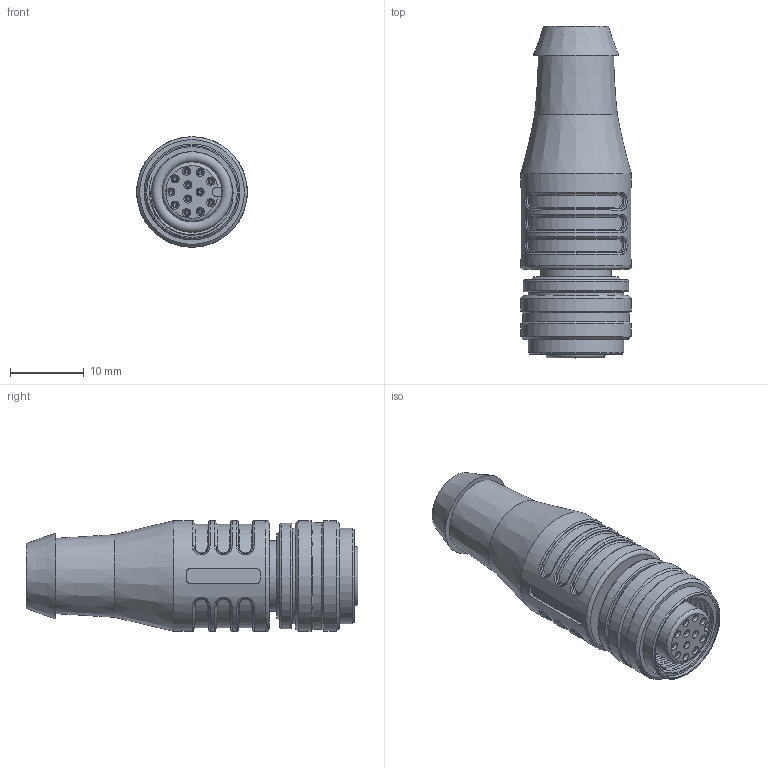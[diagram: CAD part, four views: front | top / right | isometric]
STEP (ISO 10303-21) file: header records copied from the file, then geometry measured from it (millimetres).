
FILE_DESCRIPTION(/* description */ (''),/* implementation_level */ '2;1');
FILE_NAME(/* name */ 'VKA05C25.stp',/* time_stamp */ '2016-10-12T09:33:45+02:00',/* author */ ('mitarbeiter'),/* organization */ (''),/* preprocessor_version */ 'ST-DEVELOPER v15.2',/* originating_system */ 'Autodesk Inventor 2014',/* authorisation */ '');
FILE_SCHEMA (('AUTOMOTIVE_DESIGN { 1 0 10303 214 3 1 1 }'));
Length unit declared in the file: millimetre
Products named in the file (17): M12_12pol_Buchse_Stec; M12_12pol_Buchse_Loet; Mitte_M12_12pol_Buchs; Steckbuchse; Buchseneinsatz WAK12; BG Buchseneinsatz WAK; Crimphuelse_M12_D-kod; Schirmgehaeuse_M12_ax; O-Ring_7_D1_5_gedehnt; Schirmhuelse_M12-Wink; Rastring; Ueberwurfmutter_neues; BG_Ueberwurfmutter_AL; Migration_00100; AL_WAKS8_nur_Kopf; vk205c25_gehäuse; VKA05C25
Bounding box: 15 x 45 x 15 mm (x, y, z)
Volume: 6253.8 mm3; surface area: 7333.9 mm2
Topology: 45 solids, 45 shells, 1133 faces, 2709 edges, 1721 vertices
Faces by surface type: cylinder 434, plane 410, bspline 137, cone 94, torus 58
Full cylindrical faces by diameter (mm): 0.525 x4, 0.6 x12, 0.7 x12, 0.925 x12, 1 x12, 1.25 x24, 1.275 x12, 1.3 x24, 1.35 x24, 1.8 x1, 3 x2, 8 x1, 8.4 x1, 8.675 x1, 8.9 x1, 9.375 x2, 9.5 x1, 9.6 x2, 10.95 x6, 12.3 x1, 12.5 x1, 13 x1, 13.2 x1, 14.25 x1, 14.5 x1, 15 x3
Entity records: 22861 total; most frequent: CARTESIAN_POINT 8532, DIRECTION 3122, ORIENTED_EDGE 2732, EDGE_CURVE 1366, AXIS2_PLACEMENT_3D 1328, VERTEX_POINT 936, EDGE_LOOP 762, CIRCLE 729
